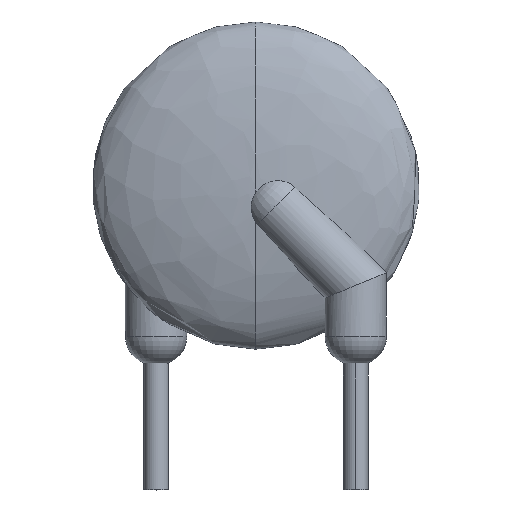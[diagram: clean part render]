
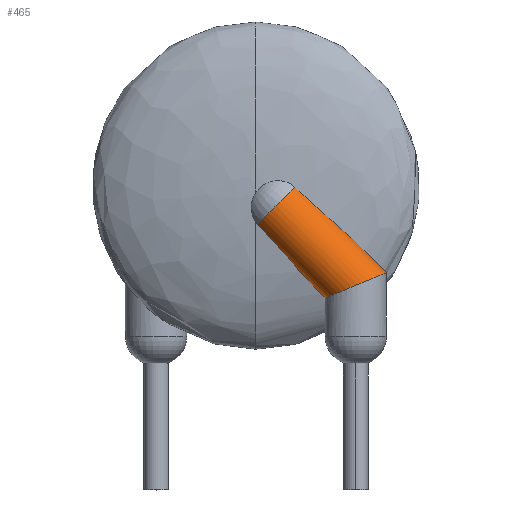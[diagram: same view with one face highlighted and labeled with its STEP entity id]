
A CAD part, top view. The second image highlights one B-rep face of the part: STEP entity #465.
In plain terms, the highlighted cylindrical face has radius 0.75 mm (diameter 1.5 mm), a partial arc.
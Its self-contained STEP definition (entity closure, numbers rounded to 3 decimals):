
#9 = CARTESIAN_POINT ( 'NONE',  ( 0., 0., 0.75 ) ) ;
#52 = CIRCLE ( 'NONE', #582, 0.75 ) ;
#69 = CARTESIAN_POINT ( 'NONE',  ( 1.581, -2.642, 0.75 ) ) ;
#73 = VERTEX_POINT ( 'NONE', #192 ) ;
#92 = DIRECTION ( 'NONE',  ( 0.707, -0.707, 0. ) ) ;
#111 = DIRECTION ( 'NONE',  ( 0.707, 0.707, 0. ) ) ;
#116 = VECTOR ( 'NONE', #715, 1000. ) ;
#161 = ORIENTED_EDGE ( 'NONE', *, *, #339, .F. ) ;
#168 = CARTESIAN_POINT ( 'NONE',  ( 0.043, -0.947, 1.142 ) ) ;
#177 = ORIENTED_EDGE ( 'NONE', *, *, #616, .T. ) ;
#187 = CARTESIAN_POINT ( 'NONE',  ( 1.231, -0.308, 1.12 ) ) ;
#192 = CARTESIAN_POINT ( 'NONE',  ( 2.642, -1.581, 0.75 ) ) ;
#267 = VERTEX_POINT ( 'NONE', #168 ) ;
#272 = VECTOR ( 'NONE', #817, 1000. ) ;
#276 = CARTESIAN_POINT ( 'NONE',  ( 2.512, -1.452, 0.813 ) ) ;
#309 = EDGE_LOOP ( 'NONE', ( #525, #450, #375, #760, #161, #177 ) ) ;
#325 = VERTEX_POINT ( 'NONE', #944 ) ;
#328 = CARTESIAN_POINT ( 'NONE',  ( 3.19, -2.129, 2.25 ) ) ;
#336 = B_SPLINE_CURVE_WITH_KNOTS ( 'NONE', 3,
 ( #345, #187, #958, #813, #357, #797, #276, #954 ),
 .UNSPECIFIED., .F., .F.,
 ( 4, 2, 2, 4 ),
 ( 0., 0.001, 0.002, 0.002 ),
 .UNSPECIFIED. ) ;
#339 = EDGE_CURVE ( 'NONE', #325, #73, #336, .T. ) ;
#345 = CARTESIAN_POINT ( 'NONE',  ( 0.947, -0.043, 1.142 ) ) ;
#357 = CARTESIAN_POINT ( 'NONE',  ( 2.094, -1.071, 0.953 ) ) ;
#369 = CARTESIAN_POINT ( 'NONE',  ( 0.53, 0.53, 0.75 ) ) ;
#375 = ORIENTED_EDGE ( 'NONE', *, *, #856, .T. ) ;
#385 = CARTESIAN_POINT ( 'NONE',  ( 1.69, -2.751, 0.75 ) ) ;
#405 = DIRECTION ( 'NONE',  ( 0.707, 0.707, 0. ) ) ;
#417 = EDGE_CURVE ( 'NONE', #695, #267, #907, .T. ) ;
#425 = CARTESIAN_POINT ( 'NONE',  ( -0.53, -0.53, 0.75 ) ) ;
#438 = EDGE_CURVE ( 'NONE', #73, #845, #515, .T. ) ;
#441 = CARTESIAN_POINT ( 'NONE',  ( 0.308, -1.231, 1.12 ) ) ;
#450 = ORIENTED_EDGE ( 'NONE', *, *, #618, .T. ) ;
#465 = ADVANCED_FACE ( 'NONE', ( #895 ), #522, .T. ) ;
#474 = CARTESIAN_POINT ( 'NONE',  ( 1.69, -2.751, 2.25 ) ) ;
#515 = LINE ( 'NONE', #369, #272 ) ;
#522 = CYLINDRICAL_SURFACE ( 'NONE', #789, 0.75 ) ;
#525 = ORIENTED_EDGE ( 'NONE', *, *, #417, .F. ) ;
#528 = CARTESIAN_POINT ( 'NONE',  ( 1.323, -2.373, 0.865 ) ) ;
#582 = AXIS2_PLACEMENT_3D ( 'NONE', #946, #875, #111 ) ;
#603 = CARTESIAN_POINT ( 'NONE',  ( 1.451, -2.512, 0.813 ) ) ;
#607 = CARTESIAN_POINT ( 'NONE',  ( 0.944, -1.95, 0.99 ) ) ;
#616 = EDGE_CURVE ( 'NONE', #325, #267, #52, .T. ) ;
#618 = EDGE_CURVE ( 'NONE', #695, #869, #654, .T. ) ;
#623 = CARTESIAN_POINT ( 'NONE',  ( 3.19, -2.129, 0.75 ) ) ;
#632 = CARTESIAN_POINT ( 'NONE',  ( 1.69, -2.751, 0.75 ) ) ;
#654 = LINE ( 'NONE', #425, #116 ) ;
#695 = VERTEX_POINT ( 'NONE', #737 ) ;
#715 = DIRECTION ( 'NONE',  ( 0.707, -0.707, 0. ) ) ;
#737 = CARTESIAN_POINT ( 'NONE',  ( 1.581, -2.642, 0.75 ) ) ;
#760 = ORIENTED_EDGE ( 'NONE', *, *, #438, .F. ) ;
#789 = AXIS2_PLACEMENT_3D ( 'NONE', #9, #92, #405 ) ;
#797 = CARTESIAN_POINT ( 'NONE',  ( 2.374, -1.324, 0.865 ) ) ;
#813 = CARTESIAN_POINT ( 'NONE',  ( 1.951, -0.945, 0.99 ) ) ;
#817 = DIRECTION ( 'NONE',  ( 0.707, -0.707, 0. ) ) ;
#833 = CARTESIAN_POINT ( 'NONE',  ( 0.043, -0.947, 1.142 ) ) ;
#842 = CARTESIAN_POINT ( 'NONE',  ( 1.07, -2.093, 0.953 ) ) ;
#845 = VERTEX_POINT ( 'NONE', #623 ) ;
#856 = EDGE_CURVE ( 'NONE', #869, #845, #874, .T. ) ;
#869 = VERTEX_POINT ( 'NONE', #632 ) ;
#874 =( BOUNDED_CURVE ( )  B_SPLINE_CURVE ( 3, ( #385, #474, #328, #931 ),
 .UNSPECIFIED., .F., .F. ) 
 B_SPLINE_CURVE_WITH_KNOTS ( ( 4, 4 ),
 ( 3.142, 6.283 ),
 .UNSPECIFIED. ) 
 CURVE ( )  GEOMETRIC_REPRESENTATION_ITEM ( )  RATIONAL_B_SPLINE_CURVE ( ( 1., 0.333, 0.333, 1. ) ) 
 REPRESENTATION_ITEM ( '' )  );
#875 = DIRECTION ( 'NONE',  ( 0.707, -0.707, 0. ) ) ;
#895 = FACE_OUTER_BOUND ( 'NONE', #309, .T. ) ;
#905 = CARTESIAN_POINT ( 'NONE',  ( 0.565, -1.52, 1.082 ) ) ;
#907 = B_SPLINE_CURVE_WITH_KNOTS ( 'NONE', 3,
 ( #69, #603, #528, #842, #607, #905, #441, #833 ),
 .UNSPECIFIED., .F., .F.,
 ( 4, 2, 2, 4 ),
 ( 0.001, 0.002, 0.002, 0.003 ),
 .UNSPECIFIED. ) ;
#931 = CARTESIAN_POINT ( 'NONE',  ( 3.19, -2.129, 0.75 ) ) ;
#944 = CARTESIAN_POINT ( 'NONE',  ( 0.947, -0.043, 1.142 ) ) ;
#946 = CARTESIAN_POINT ( 'NONE',  ( 0.495, -0.495, 0.75 ) ) ;
#954 = CARTESIAN_POINT ( 'NONE',  ( 2.642, -1.581, 0.75 ) ) ;
#958 = CARTESIAN_POINT ( 'NONE',  ( 1.52, -0.565, 1.082 ) ) ;
